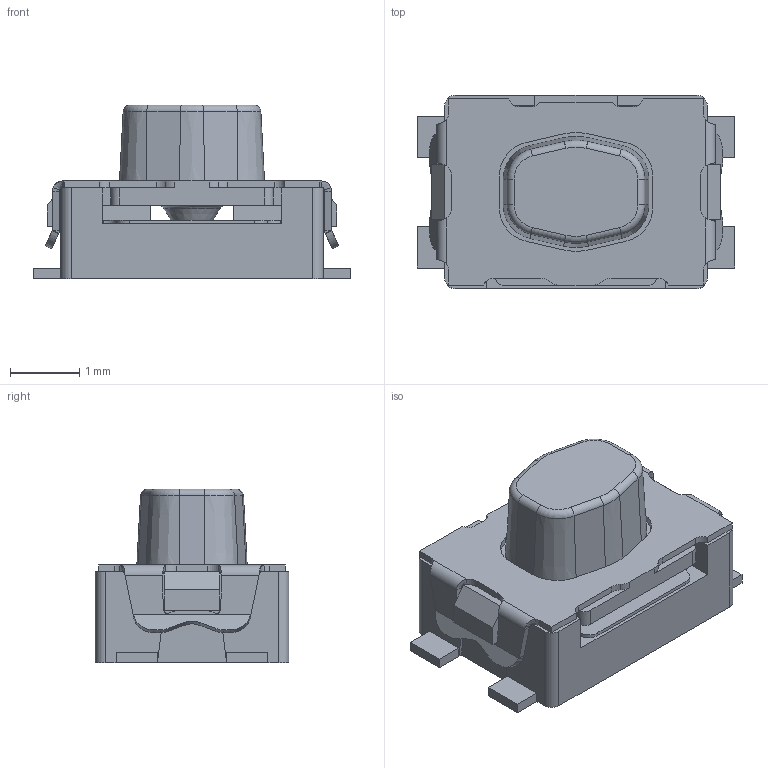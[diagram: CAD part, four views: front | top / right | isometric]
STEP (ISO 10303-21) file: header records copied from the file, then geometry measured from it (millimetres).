
FILE_DESCRIPTION(/* description */ (''),/* implementation_level */ '2;1');
FILE_NAME(/* name */ 'KMR421NGLFS v1.step',/* time_stamp */ '2023-11-02T15:06:26+01:00',/* author */ (''),/* organization */ (''),/* preprocessor_version */ 'ST-DEVELOPER v20',/* originating_system */ 'Autodesk Translation Framework v12.14.0.127',/* authorisation */ '');
FILE_SCHEMA (('AUTOMOTIVE_DESIGN { 1 0 10303 214 3 1 1 }'));
Length unit declared in the file: metre
Products named in the file (1): KMR421NGLFS
Bounding box: 4.6 x 2.8 x 2.52 mm (x, y, z)
Volume: 15.6 mm3; surface area: 79 mm2
Topology: 1 solids, 1 shells, 359 faces, 1016 edges, 657 vertices
Faces by surface type: plane 248, cylinder 78, bspline 16, torus 9, cone 8
Full cylindrical faces by diameter (mm): 0.6 x2
Entity records: 12208 total; most frequent: CARTESIAN_POINT 2767, ORIENTED_EDGE 2024, DIRECTION 1828, EDGE_CURVE 1012, LINE 792, VECTOR 792, VERTEX_POINT 657, AXIS2_PLACEMENT_3D 518
